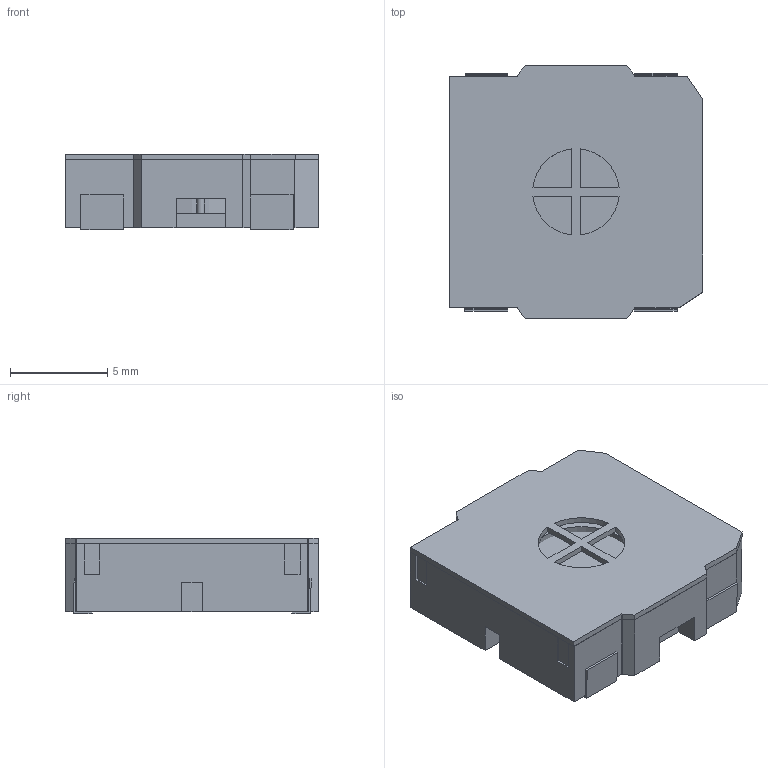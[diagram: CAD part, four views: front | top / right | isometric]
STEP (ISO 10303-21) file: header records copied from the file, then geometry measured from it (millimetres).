
FILE_DESCRIPTION((''),'2;1');
FILE_NAME('KAAG13008-07C_ASM','2021-09-24T14:22:28',('meixiliu'),(''),'CREO PARAMETRIC BY PTC INC, 2018050','CREO PARAMETRIC BY PTC INC, 2018050','');
FILE_SCHEMA(('CONFIG_CONTROL_DESIGN','SHAPE_APPEARANCE_LAYERS_GROUPS'));
Length unit declared in the file: millimetre
Products named in the file (12): 1313_1; 1313_2; 1313_3; 1313_4; 1313_5; 1313_6; 1313_7; 1313_8; 1313_11; 1313_12; 1313_ASM; KAAG13008-07C_ASM
Assembly tree (11 placements, depth 3):
  KAAG13008-07C_ASM
    1313_ASM
      1313_1
      1313_2
      1313_3
      1313_4
      1313_5
      1313_6
      1313_7
      1313_8
      1313_11
      1313_12
Bounding box: 13.05 x 13 x 3.9 mm (x, y, z)
Volume: 604.4 mm3; surface area: 1357 mm2
Topology: 10 solids, 10 shells, 141 faces, 363 edges, 241 vertices
Faces by surface type: plane 111, cylinder 26, torus 4
Entity records: 5114 total; most frequent: CARTESIAN_POINT 778, DIRECTION 777, ORIENTED_EDGE 726, EDGE_CURVE 363, VECTOR 297, LINE 297, VERTEX_POINT 241, AXIS2_PLACEMENT_3D 240
